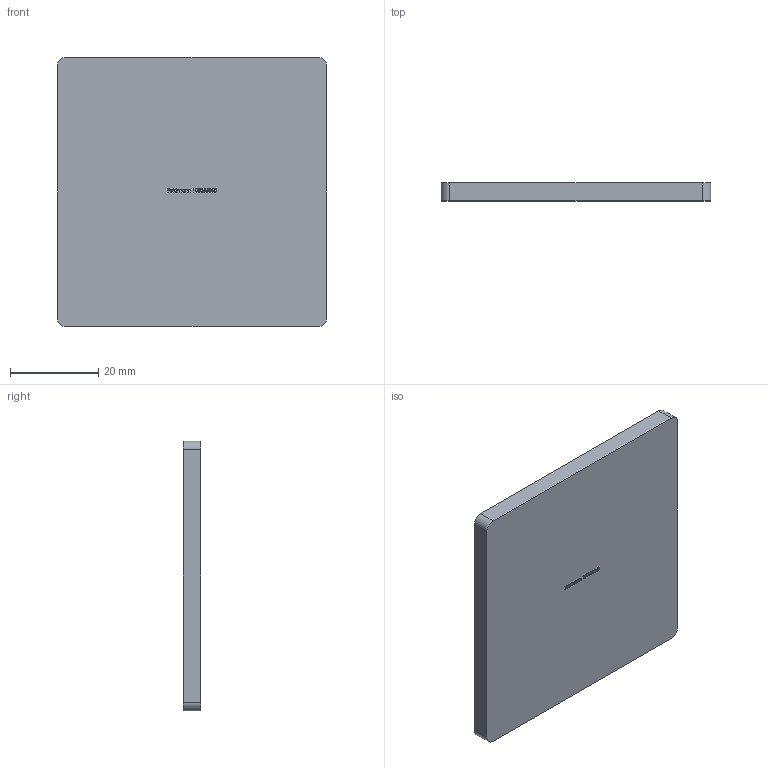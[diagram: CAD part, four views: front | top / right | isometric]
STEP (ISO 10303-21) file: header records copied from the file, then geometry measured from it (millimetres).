
FILE_DESCRIPTION (( 'STEP AP203' ), '1' );
FILE_NAME ('100056060.step', '2019-07-04T07:48:40', ( '' ), ( '' ), 'SwSTEP 2.0', 'SolidWorks 2015', '' );
FILE_SCHEMA (( 'CONFIG_CONTROL_DESIGN' ));
Length unit declared in the file: millimetre
Products named in the file (1): 100056060
Bounding box: 61 x 4 x 61 mm (x, y, z)
Volume: 14870 mm3; surface area: 8403.4 mm2
Topology: 1 solids, 1 shells, 228 faces, 597 edges, 398 vertices
Faces by surface type: bspline 119, plane 105, cylinder 4
Entity records: 14320 total; most frequent: CARTESIAN_POINT 9431, ORIENTED_EDGE 1194, EDGE_CURVE 597, DIRECTION 587, VERTEX_POINT 398, LINE 351, VECTOR 351, EDGE_LOOP 255
